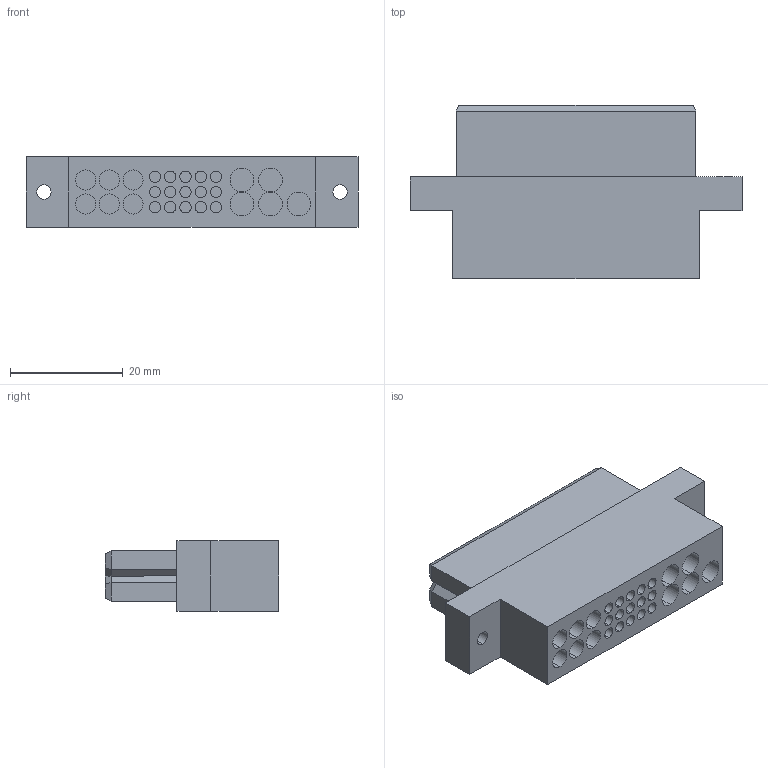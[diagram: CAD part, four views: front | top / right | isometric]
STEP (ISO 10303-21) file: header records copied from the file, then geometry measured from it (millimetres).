
FILE_DESCRIPTION (( 'STEP AP214' ), '1' );
FILE_NAME ('PCIB26W11F8000.STEP', '2007-12-05T13:16:00', ( '' ), ( '' ), 'SwSTEP 2.0', 'SolidWorks 2007', '' );
FILE_SCHEMA (( 'AUTOMOTIVE_DESIGN' ));
Length unit declared in the file: millimetre
Products named in the file (1): PCIB26W11F8000
Bounding box: 58.86 x 30.71 x 12.54 mm (x, y, z)
Volume: 14778.6 mm3; surface area: 6329.9 mm2
Topology: 1 solids, 1 shells, 191 faces, 398 edges, 262 vertices
Faces by surface type: cylinder 108, plane 83
Entity records: 5199 total; most frequent: DIRECTION 998, CARTESIAN_POINT 852, ORIENTED_EDGE 796, AXIS2_PLACEMENT_3D 408, EDGE_CURVE 398, VERTEX_POINT 262, EDGE_LOOP 248, CIRCLE 216
